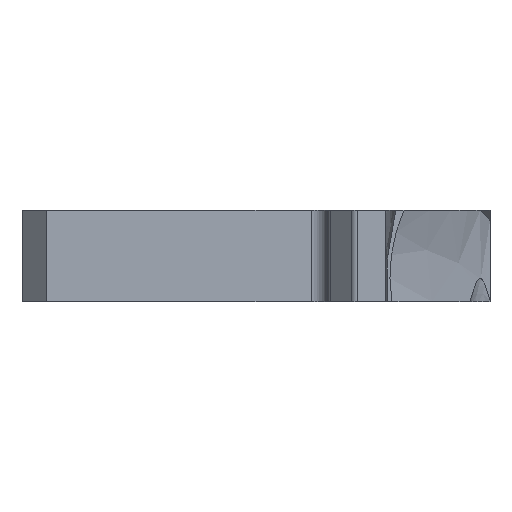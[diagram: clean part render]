
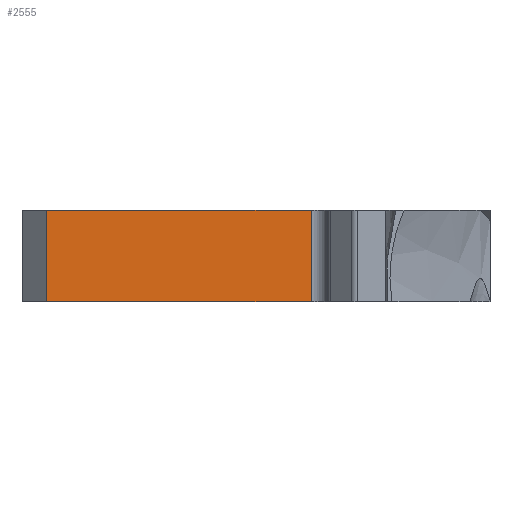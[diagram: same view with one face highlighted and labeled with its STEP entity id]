
A CAD part, left-side view. The second image highlights one B-rep face of the part: STEP entity #2555.
In plain terms, the highlighted planar face has unit normal (-1, 0, 0).
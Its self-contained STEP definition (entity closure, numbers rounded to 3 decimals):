
#313=FACE_OUTER_BOUND('',#457,.T.);
#457=EDGE_LOOP('',(#2296,#2297,#2298,#2299));
#549=LINE('',#3999,#805);
#590=LINE('',#4099,#846);
#657=LINE('',#4303,#913);
#718=LINE('',#4552,#974);
#805=VECTOR('',#3000,10.);
#846=VECTOR('',#3069,10.);
#913=VECTOR('',#3258,10.);
#974=VECTOR('',#3465,10.);
#1083=VERTEX_POINT('',#3996);
#1084=VERTEX_POINT('',#3998);
#1128=VERTEX_POINT('',#4096);
#1129=VERTEX_POINT('',#4098);
#1361=EDGE_CURVE('',#1084,#1083,#549,.T.);
#1412=EDGE_CURVE('',#1128,#1129,#590,.T.);
#1507=EDGE_CURVE('',#1129,#1083,#657,.T.);
#1598=EDGE_CURVE('',#1084,#1128,#718,.T.);
#2296=ORIENTED_EDGE('',*,*,#1507,.F.);
#2297=ORIENTED_EDGE('',*,*,#1412,.F.);
#2298=ORIENTED_EDGE('',*,*,#1598,.F.);
#2299=ORIENTED_EDGE('',*,*,#1361,.T.);
#2426=PLANE('',#2794);
#2555=ADVANCED_FACE('',(#313),#2426,.T.);
#2794=AXIS2_PLACEMENT_3D('',#4553,#3466,#3467);
#3000=DIRECTION('',(0.,-1.,0.));
#3069=DIRECTION('',(0.,-1.,0.));
#3258=DIRECTION('',(0.,0.,-1.));
#3465=DIRECTION('',(0.,0.,1.));
#3466=DIRECTION('center_axis',(-1.,0.,0.));
#3467=DIRECTION('ref_axis',(0.,-1.,0.));
#3996=CARTESIAN_POINT('',(-25.,-34.8,0.));
#3998=CARTESIAN_POINT('',(-25.,-3.,0.));
#3999=CARTESIAN_POINT('',(-25.,0.,0.));
#4096=CARTESIAN_POINT('',(-25.,-3.,11.));
#4098=CARTESIAN_POINT('',(-25.,-34.8,11.));
#4099=CARTESIAN_POINT('',(-25.,0.,11.));
#4303=CARTESIAN_POINT('',(-25.,-34.8,0.));
#4552=CARTESIAN_POINT('',(-25.,-3.,0.));
#4553=CARTESIAN_POINT('Origin',(-25.,0.,0.));
